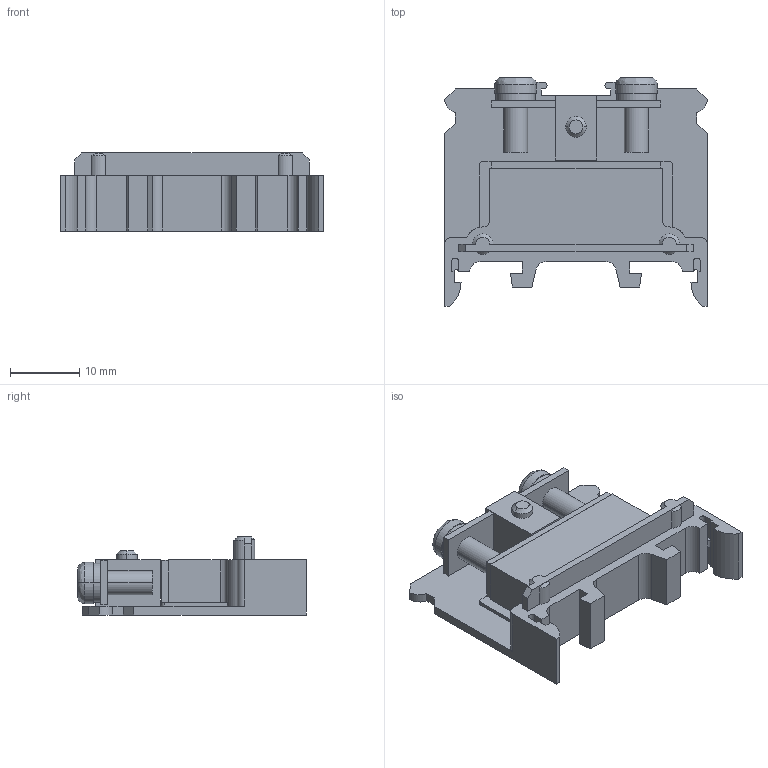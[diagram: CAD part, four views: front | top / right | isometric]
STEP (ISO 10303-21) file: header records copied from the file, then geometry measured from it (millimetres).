
FILE_DESCRIPTION (( 'STEP AP203' ), '1' );
FILE_NAME ('BNH15MWT_rev1.0.STEP', '2023-10-04T04:56:41', ( '' ), ( '' ), 'SwSTEP 2.0', 'SolidWorks 2021', '' );
FILE_SCHEMA (( 'CONFIG_CONTROL_DESIGN' ));
Length unit declared in the file: millimetre
Products named in the file (2): BNH15MWT_rev1.0; BNH15MWT_rev1.0_蹬怮椔
Assembly tree (1 placements, depth 2):
  BNH15MWT_rev1.0
    BNH15MWT_rev1.0_蹬怮椔
Bounding box: 38 x 33.15 x 11.3 mm (x, y, z)
Volume: 5009.3 mm3; surface area: 4696.2 mm2
Topology: 1 solids, 1 shells, 174 faces, 463 edges, 303 vertices
Faces by surface type: plane 116, cylinder 48, cone 6, bspline 4
Entity records: 5632 total; most frequent: CARTESIAN_POINT 1036, ORIENTED_EDGE 926, DIRECTION 912, EDGE_CURVE 463, VECTOR 346, LINE 346, VERTEX_POINT 303, AXIS2_PLACEMENT_3D 283
